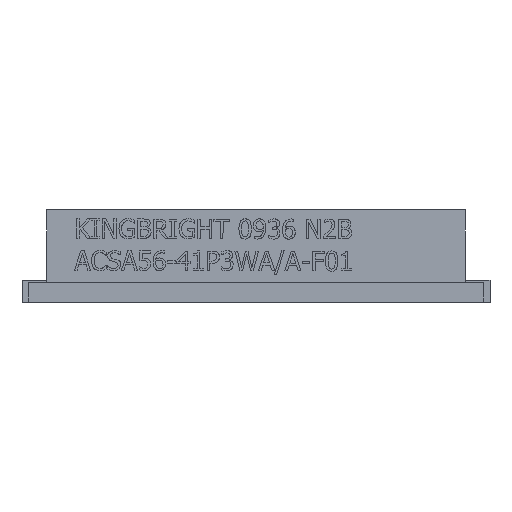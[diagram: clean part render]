
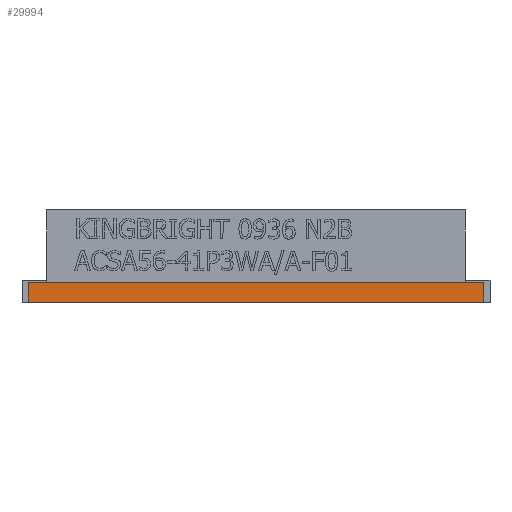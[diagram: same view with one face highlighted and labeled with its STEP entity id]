
A CAD part, left-side view. The second image highlights one B-rep face of the part: STEP entity #29994.
In plain terms, the highlighted planar face has unit normal (-1, 0, 0).
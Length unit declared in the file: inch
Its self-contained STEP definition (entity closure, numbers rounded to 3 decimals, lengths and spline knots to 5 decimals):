
#571 = VECTOR ( 'NONE', #4279, 39.37008 ) ;
#1053 = LINE ( 'NONE', #4820, #571 ) ;
#1798 = EDGE_LOOP ( 'NONE', ( #13159, #13624, #32117, #10339 ) ) ;
#3304 = DIRECTION ( 'NONE',  ( 0., -1., 0. ) ) ;
#4279 = DIRECTION ( 'NONE',  ( 0., 0., -1. ) ) ;
#4820 = CARTESIAN_POINT ( 'NONE',  ( -0.24409, 0.36417, 0. ) ) ;
#5284 = EDGE_CURVE ( 'NONE', #16724, #8934, #17838, .T. ) ;
#6260 = CARTESIAN_POINT ( 'NONE',  ( -0.24409, 0.36417, 0.0315 ) ) ;
#6483 = AXIS2_PLACEMENT_3D ( 'NONE', #24674, #30655, #33792 ) ;
#7597 = FACE_OUTER_BOUND ( 'NONE', #1798, .T. ) ;
#8717 = VERTEX_POINT ( 'NONE', #29917 ) ;
#8934 = VERTEX_POINT ( 'NONE', #6260 ) ;
#9148 = VERTEX_POINT ( 'NONE', #35668 ) ;
#10072 = PLANE ( 'NONE',  #6483 ) ;
#10339 = ORIENTED_EDGE ( 'NONE', *, *, #5284, .T. ) ;
#10637 = DIRECTION ( 'NONE',  ( 0., 1., 0. ) ) ;
#12405 = DIRECTION ( 'NONE',  ( 0., 0., -1. ) ) ;
#13159 = ORIENTED_EDGE ( 'NONE', *, *, #23030, .T. ) ;
#13624 = ORIENTED_EDGE ( 'NONE', *, *, #36246, .T. ) ;
#14709 = VECTOR ( 'NONE', #10637, 39.37008 ) ;
#16455 = EDGE_CURVE ( 'NONE', #16724, #9148, #19986, .T. ) ;
#16724 = VERTEX_POINT ( 'NONE', #30568 ) ;
#17838 = LINE ( 'NONE', #18268, #14709 ) ;
#18268 = CARTESIAN_POINT ( 'NONE',  ( -0.24409, 0.33465, 0.0315 ) ) ;
#18670 = VECTOR ( 'NONE', #12405, 39.37008 ) ;
#19986 = LINE ( 'NONE', #26608, #18670 ) ;
#23030 = EDGE_CURVE ( 'NONE', #8934, #8717, #1053, .T. ) ;
#24674 = CARTESIAN_POINT ( 'NONE',  ( -0.24409, 0.33465, 0. ) ) ;
#25233 = LINE ( 'NONE', #29398, #26116 ) ;
#26116 = VECTOR ( 'NONE', #3304, 39.37008 ) ;
#26608 = CARTESIAN_POINT ( 'NONE',  ( -0.24409, -0.36417, 0.01575 ) ) ;
#29398 = CARTESIAN_POINT ( 'NONE',  ( -0.24409, 0., 0. ) ) ;
#29917 = CARTESIAN_POINT ( 'NONE',  ( -0.24409, 0.36417, 0. ) ) ;
#29994 = ADVANCED_FACE ( 'NONE', ( #7597 ), #10072, .T. ) ;
#30568 = CARTESIAN_POINT ( 'NONE',  ( -0.24409, -0.36417, 0.0315 ) ) ;
#30655 = DIRECTION ( 'NONE',  ( -1., 0., 0. ) ) ;
#32117 = ORIENTED_EDGE ( 'NONE', *, *, #16455, .F. ) ;
#33792 = DIRECTION ( 'NONE',  ( 0., 0., 1. ) ) ;
#35668 = CARTESIAN_POINT ( 'NONE',  ( -0.24409, -0.36417, 0. ) ) ;
#36246 = EDGE_CURVE ( 'NONE', #8717, #9148, #25233, .T. ) ;
